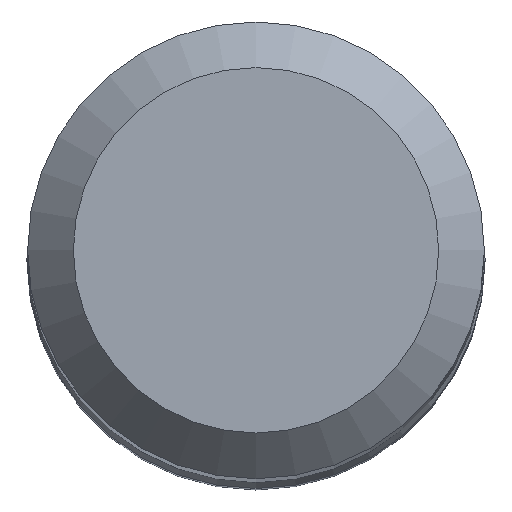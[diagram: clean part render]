
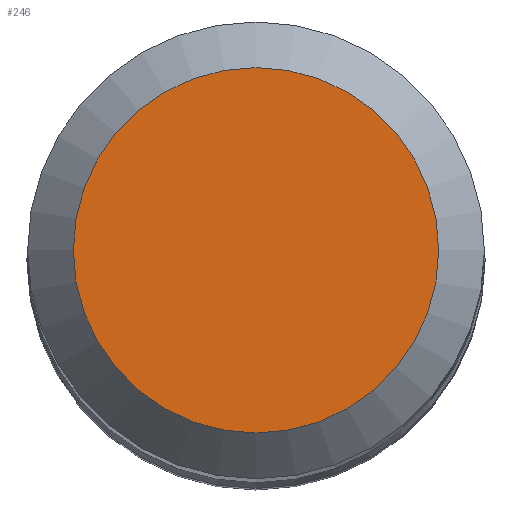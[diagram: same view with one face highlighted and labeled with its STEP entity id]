
A CAD part, top view. The second image highlights one B-rep face of the part: STEP entity #246.
In plain terms, the highlighted planar face has unit normal (0, 0, 1).
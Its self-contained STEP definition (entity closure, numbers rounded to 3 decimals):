
#3 = DIRECTION ( 'NONE',  ( 0., 1., 0. ) ) ;
#29 = DIRECTION ( 'NONE',  ( 0., 0., -1. ) ) ;
#56 = AXIS2_PLACEMENT_3D ( 'NONE', #155, #130, #103 ) ;
#78 = ORIENTED_EDGE ( 'NONE', *, *, #266, .F. ) ;
#84 = CARTESIAN_POINT ( 'NONE',  ( 0., 4., 133. ) ) ;
#103 = DIRECTION ( 'NONE',  ( 0., 1., 0. ) ) ;
#127 = CIRCLE ( 'NONE', #247, 4. ) ;
#130 = DIRECTION ( 'NONE',  ( 0., 0., -1. ) ) ;
#153 = FACE_OUTER_BOUND ( 'NONE', #254, .T. ) ;
#155 = CARTESIAN_POINT ( 'NONE',  ( 0., 0., 133. ) ) ;
#223 = VERTEX_POINT ( 'NONE', #84 ) ;
#224 = CARTESIAN_POINT ( 'NONE',  ( 0., 0., 133. ) ) ;
#243 = PLANE ( 'NONE',  #56 ) ;
#246 = ADVANCED_FACE ( 'NONE', ( #153 ), #243, .F. ) ;
#247 = AXIS2_PLACEMENT_3D ( 'NONE', #224, #29, #3 ) ;
#254 = EDGE_LOOP ( 'NONE', ( #78 ) ) ;
#266 = EDGE_CURVE ( 'NONE', #223, #223, #127, .T. ) ;
